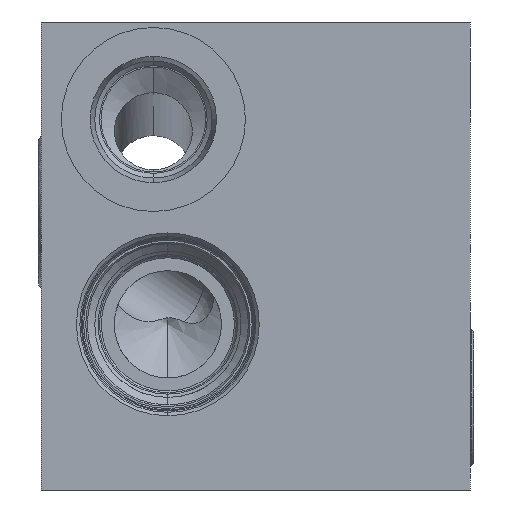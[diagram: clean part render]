
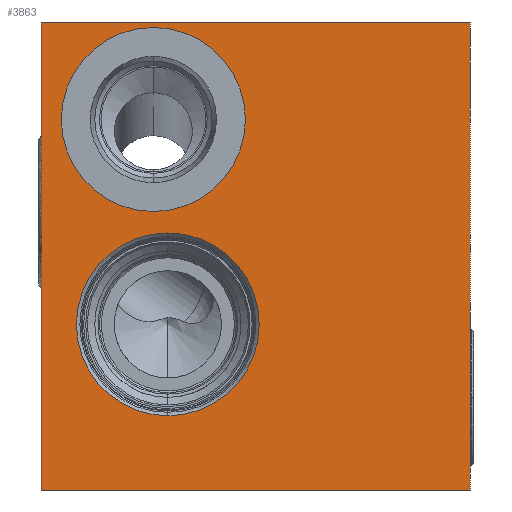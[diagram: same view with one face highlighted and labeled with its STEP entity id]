
A CAD part, front view. The second image highlights one B-rep face of the part: STEP entity #3863.
In plain terms, the highlighted planar face has unit normal (0, -1, 0).
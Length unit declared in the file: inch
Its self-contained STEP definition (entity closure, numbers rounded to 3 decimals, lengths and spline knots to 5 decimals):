
#5=DIRECTION('',(1.,0.,0.));
#6=VECTOR('',#5,2.75);
#7=CARTESIAN_POINT('',(0.,-5.375,0.));
#8=LINE('',#7,#6);
#95=DIRECTION('',(0.,0.,1.));
#96=VECTOR('',#95,3.);
#97=CARTESIAN_POINT('',(2.75,-5.375,0.));
#98=LINE('',#97,#96);
#129=DIRECTION('',(0.,0.,1.));
#130=VECTOR('',#129,3.);
#131=CARTESIAN_POINT('',(0.,-5.375,0.));
#132=LINE('',#131,#130);
#133=CARTESIAN_POINT('',(0.812,-5.375,1.062));
#134=DIRECTION('',(0.,1.,0.));
#135=DIRECTION('',(0.,0.,-1.));
#136=AXIS2_PLACEMENT_3D('',#133,#134,#135);
#138=CARTESIAN_POINT('',(0.812,-5.375,1.062));
#139=DIRECTION('',(0.,1.,0.));
#140=DIRECTION('',(0.,0.,1.));
#141=AXIS2_PLACEMENT_3D('',#138,#139,#140);
#143=CARTESIAN_POINT('',(0.719,-5.375,2.375));
#144=DIRECTION('',(0.,1.,0.));
#145=DIRECTION('',(0.,0.,-1.));
#146=AXIS2_PLACEMENT_3D('',#143,#144,#145);
#148=CARTESIAN_POINT('',(0.719,-5.375,2.375));
#149=DIRECTION('',(0.,1.,0.));
#150=DIRECTION('',(0.,0.,1.));
#151=AXIS2_PLACEMENT_3D('',#148,#149,#150);
#165=DIRECTION('',(1.,0.,0.));
#166=VECTOR('',#165,2.75);
#167=CARTESIAN_POINT('',(0.,-5.375,3.));
#168=LINE('',#167,#166);
#3315=CARTESIAN_POINT('',(0.,-5.375,0.));
#3317=VERTEX_POINT('',#3315);
#3318=CARTESIAN_POINT('',(2.75,-5.375,0.));
#3319=VERTEX_POINT('',#3318);
#3323=CARTESIAN_POINT('',(0.,-5.375,3.));
#3325=VERTEX_POINT('',#3323);
#3326=CARTESIAN_POINT('',(2.75,-5.375,3.));
#3327=VERTEX_POINT('',#3326);
#3366=CARTESIAN_POINT('',(0.812,-5.375,0.476));
#3367=CARTESIAN_POINT('',(0.812,-5.375,1.648));
#3368=VERTEX_POINT('',#3366);
#3369=VERTEX_POINT('',#3367);
#3406=CARTESIAN_POINT('',(0.719,-5.375,1.785));
#3408=VERTEX_POINT('',#3406);
#3410=CARTESIAN_POINT('',(0.719,-5.375,2.965));
#3412=VERTEX_POINT('',#3410);
#3839=CARTESIAN_POINT('',(0.,-5.375,0.));
#3840=DIRECTION('',(0.,-1.,0.));
#3841=DIRECTION('',(1.,0.,0.));
#3842=AXIS2_PLACEMENT_3D('',#3839,#3840,#3841);
#3843=PLANE('',#3842);
#3844=ORIENTED_EDGE('',*,*,#3727,.F.);
#3845=ORIENTED_EDGE('',*,*,#3746,.T.);
#3847=ORIENTED_EDGE('',*,*,#3846,.T.);
#3848=ORIENTED_EDGE('',*,*,#3813,.F.);
#3849=EDGE_LOOP('',(#3844,#3845,#3847,#3848));
#3850=FACE_OUTER_BOUND('',#3849,.F.);
#3852=ORIENTED_EDGE('',*,*,#3851,.F.);
#3854=ORIENTED_EDGE('',*,*,#3853,.F.);
#3855=EDGE_LOOP('',(#3852,#3854));
#3856=FACE_BOUND('',#3855,.F.);
#3858=ORIENTED_EDGE('',*,*,#3857,.F.);
#3860=ORIENTED_EDGE('',*,*,#3859,.F.);
#3861=EDGE_LOOP('',(#3858,#3860));
#3862=FACE_BOUND('',#3861,.F.);
#3863=ADVANCED_FACE('',(#3850,#3856,#3862),#3843,.T.);
#137=CIRCLE('',#136,0.586);
#142=CIRCLE('',#141,0.586);
#147=CIRCLE('',#146,0.59);
#152=CIRCLE('',#151,0.59);
#3727=EDGE_CURVE('',#3317,#3319,#8,.T.);
#3746=EDGE_CURVE('',#3317,#3325,#132,.T.);
#3813=EDGE_CURVE('',#3319,#3327,#98,.T.);
#3846=EDGE_CURVE('',#3325,#3327,#168,.T.);
#3851=EDGE_CURVE('',#3368,#3369,#137,.T.);
#3853=EDGE_CURVE('',#3369,#3368,#142,.T.);
#3857=EDGE_CURVE('',#3408,#3412,#147,.T.);
#3859=EDGE_CURVE('',#3412,#3408,#152,.T.);
